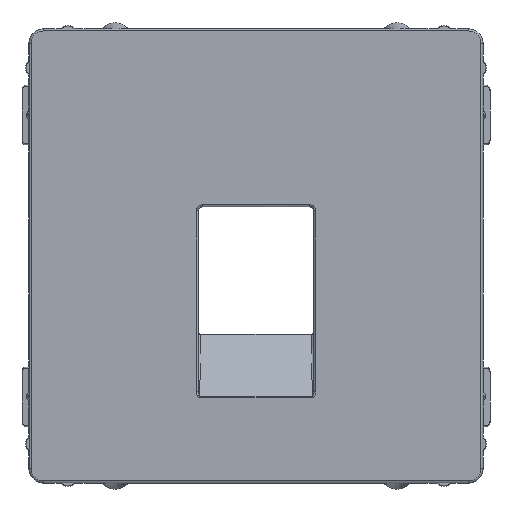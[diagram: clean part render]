
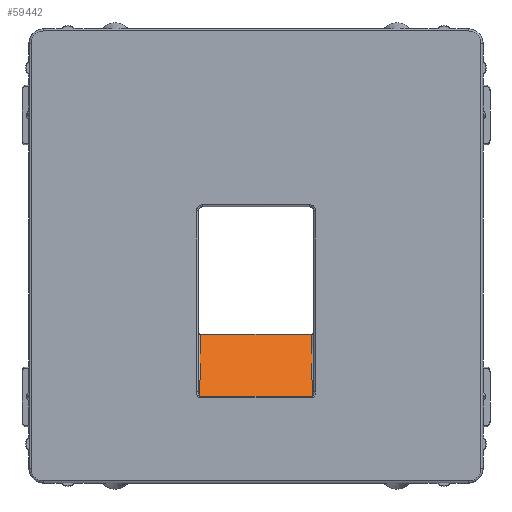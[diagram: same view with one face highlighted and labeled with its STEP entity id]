
A CAD part, top view. The second image highlights one B-rep face of the part: STEP entity #59442.
In plain terms, the highlighted planar face has unit normal (0, 0.559, 0.829).
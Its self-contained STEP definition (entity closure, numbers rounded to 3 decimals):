
#59429=AXIS2_PLACEMENT_3D('Plane Axis2P3D',#59426,#59427,#59428) ;
#51586=CARTESIAN_POINT('Vertex',(6.494,-9.225,6.352)) ;
#51677=CARTESIAN_POINT('Line Origine',(6.534,-12.587,8.619)) ;
#51681=CARTESIAN_POINT('Vertex',(6.58,-16.47,11.238)) ;
#51857=CARTESIAN_POINT('Vertex',(-6.494,-9.225,6.352)) ;
#51896=CARTESIAN_POINT('Vertex',(-6.58,-16.47,11.238)) ;
#51899=CARTESIAN_POINT('Line Origine',(-6.534,-12.587,8.619)) ;
#59221=CARTESIAN_POINT('Line Origine',(0.,-9.225,6.352)) ;
#59426=CARTESIAN_POINT('Axis2P3D Location',(0.,-9.,6.2)) ;
#59431=CARTESIAN_POINT('Line Origine',(0.,-16.47,11.238)) ;
#51678=DIRECTION('Vector Direction',(0.01,-0.829,0.559)) ;
#51900=DIRECTION('Vector Direction',(-0.01,-0.829,0.559)) ;
#59222=DIRECTION('Vector Direction',(1.,0.,0.)) ;
#59427=DIRECTION('Axis2P3D Direction',(-0.,0.559,0.829)) ;
#59428=DIRECTION('Axis2P3D XDirection',(0.,-0.829,0.559)) ;
#59432=DIRECTION('Vector Direction',(1.,0.,0.)) ;
#51679=VECTOR('Line Direction',#51678,1.) ;
#51901=VECTOR('Line Direction',#51900,1.) ;
#59223=VECTOR('Line Direction',#59222,1.) ;
#59433=VECTOR('Line Direction',#59432,1.) ;
#59437=ORIENTED_EDGE('',*,*,#51903,.F.) ;
#59438=ORIENTED_EDGE('',*,*,#59435,.F.) ;
#59439=ORIENTED_EDGE('',*,*,#51683,.F.) ;
#59440=ORIENTED_EDGE('',*,*,#59225,.F.) ;
#59442=ADVANCED_FACE('PartBody',(#59441),#59430,.T.) ;
#51683=EDGE_CURVE('',#51587,#51682,#51680,.T.) ;
#51903=EDGE_CURVE('',#51897,#51858,#51902,.F.) ;
#59225=EDGE_CURVE('',#51858,#51587,#59224,.T.) ;
#59435=EDGE_CURVE('',#51682,#51897,#59434,.F.) ;
#59436=EDGE_LOOP('',(#59437,#59438,#59439,#59440)) ;
#59441=FACE_OUTER_BOUND('',#59436,.T.) ;
#51680=LINE('Line',#51677,#51679) ;
#51902=LINE('Line',#51899,#51901) ;
#59224=LINE('Line',#59221,#59223) ;
#59434=LINE('Line',#59431,#59433) ;
#59430=PLANE('',#59429) ;
#51587=VERTEX_POINT('',#51586) ;
#51682=VERTEX_POINT('',#51681) ;
#51858=VERTEX_POINT('',#51857) ;
#51897=VERTEX_POINT('',#51896) ;
